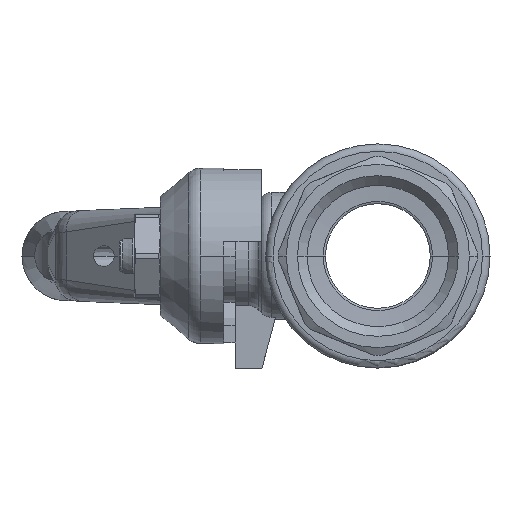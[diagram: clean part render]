
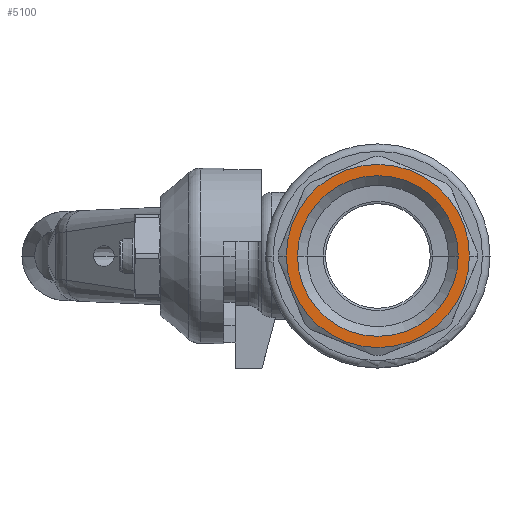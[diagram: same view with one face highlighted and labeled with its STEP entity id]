
A CAD part, left-side view. The second image highlights one B-rep face of the part: STEP entity #5100.
In plain terms, the highlighted face is planar.
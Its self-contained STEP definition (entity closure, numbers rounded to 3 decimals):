
#1210=CARTESIAN_POINT('',(-12.25,-7.55,
0.));
#1220=VERTEX_POINT('',#1210);
#1250=CARTESIAN_POINT('',(0.,-7.55,
0.));
#1260=DIRECTION('',(0.,1.,0.));
#1270=DIRECTION('',(1.,0.,0.));
#1280=AXIS2_PLACEMENT_3D('',#1250,#1260,#1270);
#1290=CIRCLE('',#1280,12.25);
#1300=CARTESIAN_POINT('',(12.25,-7.55,
0.));
#1310=VERTEX_POINT('',#1300);
#1320=EDGE_CURVE('',#1310,#1220,#1290,.T.);
#4850=CARTESIAN_POINT('',(11.5,-7.55,
0.));
#4860=DIRECTION('',(0.,1.,0.));
#4870=DIRECTION('',(1.,0.,0.));
#4880=AXIS2_PLACEMENT_3D('',#4850,#4860,#4870);
#4890=PLANE('',#4880);
#4900=CARTESIAN_POINT('',(0.,-7.55,
0.));
#4910=DIRECTION('',(0.,-1.,0.));
#4920=DIRECTION('',(-1.,0.,0.));
#4930=AXIS2_PLACEMENT_3D('',#4900,#4910,#4920);
#4940=CIRCLE('',#4930,10.75);
#4950=CARTESIAN_POINT('',(-10.75,-7.55,
0.));
#4960=VERTEX_POINT('',#4950);
#4970=CARTESIAN_POINT('',(10.75,-7.55,
0.));
#4980=VERTEX_POINT('',#4970);
#4990=EDGE_CURVE('',#4960,#4980,#4940,.T.);
#5000=ORIENTED_EDGE('',*,*,#4990,.F.);
#5010=EDGE_CURVE('',#4980,#4960,#4940,.T.);
#5020=ORIENTED_EDGE('',*,*,#5010,.F.);
#5030=EDGE_LOOP('',(#5020,#5000));
#5040=FACE_BOUND('',#5030,.T.);
#5050=EDGE_CURVE('',#1220,#1310,#1290,.T.);
#5060=ORIENTED_EDGE('',*,*,#5050,.F.);
#5070=ORIENTED_EDGE('',*,*,#1320,.F.);
#5080=EDGE_LOOP('',(#5070,#5060));
#5090=FACE_OUTER_BOUND('',#5080,.T.);
#5100=ADVANCED_FACE('',(#5040,#5090),#4890,.F.);
